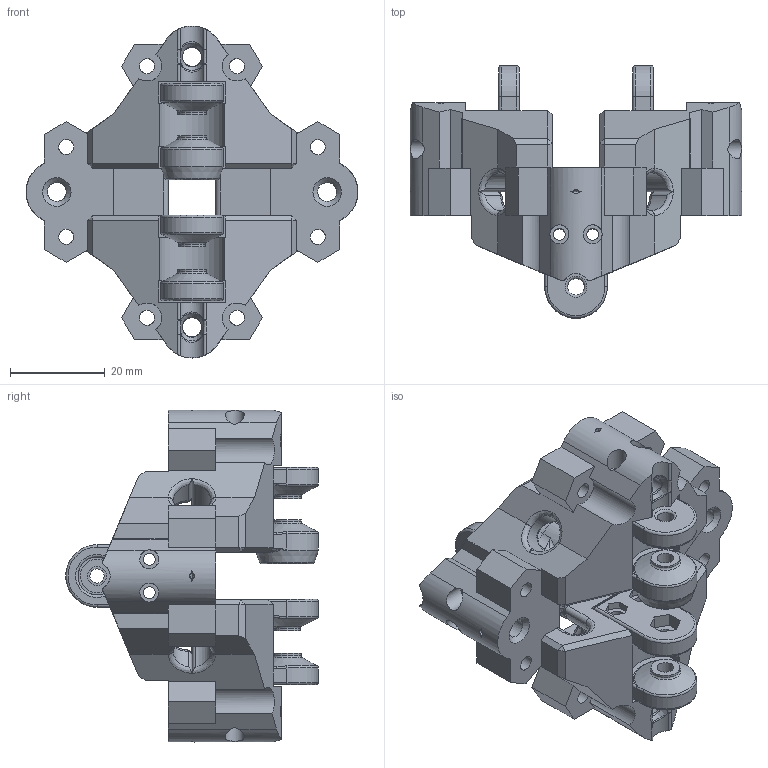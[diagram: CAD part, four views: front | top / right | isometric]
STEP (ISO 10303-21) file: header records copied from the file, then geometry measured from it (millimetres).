
FILE_DESCRIPTION(/* description */ (''),/* implementation_level */ '2;1');
FILE_NAME(/* name */ 'link10.stp',/* time_stamp */ '2019-03-28T16:46:33+00:00',/* author */ (''),/* organization */ (''),/* preprocessor_version */ 'ST-DEVELOPER v17.2',/* originating_system */ 'Autodesk Translation Framework v7.6.0.251',/* authorisation */ '');
FILE_SCHEMA (('AUTOMOTIVE_DESIGN { 1 0 10303 214 3 1 1 }'));
Length unit declared in the file: millimetre
Products named in the file (1): Bottom_Disk_v2.3b
Bounding box: 70 x 53.25 x 70 mm (x, y, z)
Volume: 51787.7 mm3; surface area: 26679.8 mm2
Topology: 1 solids, 1 shells, 907 faces, 2362 edges, 1443 vertices
Faces by surface type: plane 339, cylinder 265, bspline 124, torus 90, sphere 72, cone 17
Full cylindrical faces by diameter (mm): 2.5 x30, 3 x2, 3.2 x8, 3.5 x4, 4 x20, 5.5 x1, 6 x3, 6.582 x1, 7 x4, 8 x4
Entity records: 35290 total; most frequent: CARTESIAN_POINT 13350, ORIENTED_EDGE 4678, DIRECTION 4431, EDGE_CURVE 2339, AXIS2_PLACEMENT_3D 1654, VERTEX_POINT 1444, LINE 1123, VECTOR 1123
